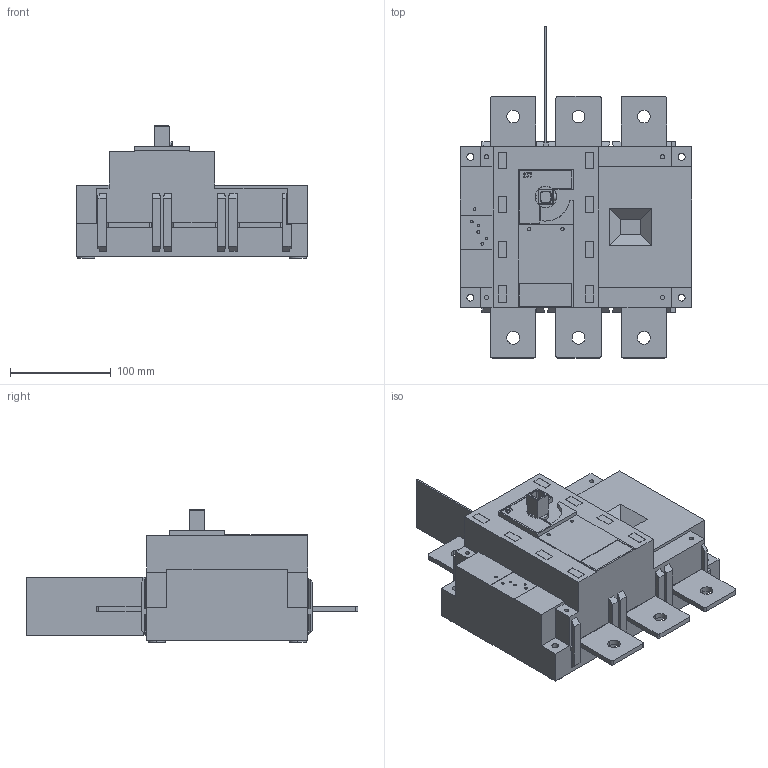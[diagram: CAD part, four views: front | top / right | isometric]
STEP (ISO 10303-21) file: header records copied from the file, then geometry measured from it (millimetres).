
FILE_DESCRIPTION((''),'2;1');
FILE_NAME('LBS_630_3P','2017-10-25T',('luka.skrinjar'),('Audax d.o.o.'),'CREO PARAMETRIC BY PTC INC, 2016050','CREO PARAMETRIC BY PTC INC, 2016050','');
FILE_SCHEMA(('AUTOMOTIVE_DESIGN { 1 0 10303 214 1 1 1 1 }'));
Length unit declared in the file: millimetre
Products named in the file (1): LBS_630_3P
Bounding box: 230 x 330 x 132.1 mm (x, y, z)
Volume: 3194605.5 mm3; surface area: 211414.3 mm2
Topology: 1 solids, 1 shells, 465 faces, 1224 edges, 810 vertices
Faces by surface type: plane 339, cylinder 84, extrusion 29, cone 12, torus 1
Entity records: 19191 total; most frequent: CARTESIAN_POINT 3164, ORIENTED_EDGE 2448, DIRECTION 2235, PRESENTATION_STYLE_ASSIGNMENT 1306, STYLED_ITEM 1225, CURVE_STYLE 1224, EDGE_CURVE 1224, VECTOR 973
